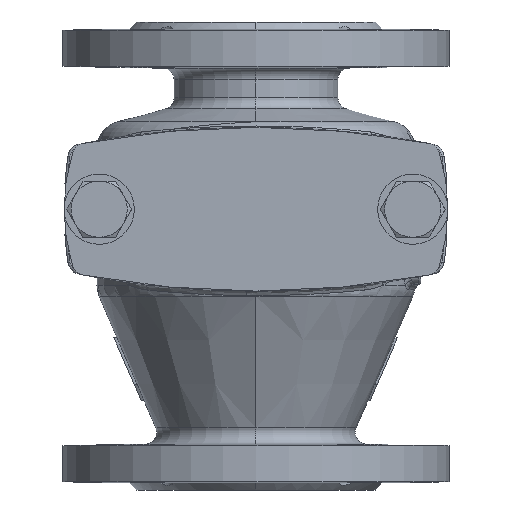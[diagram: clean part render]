
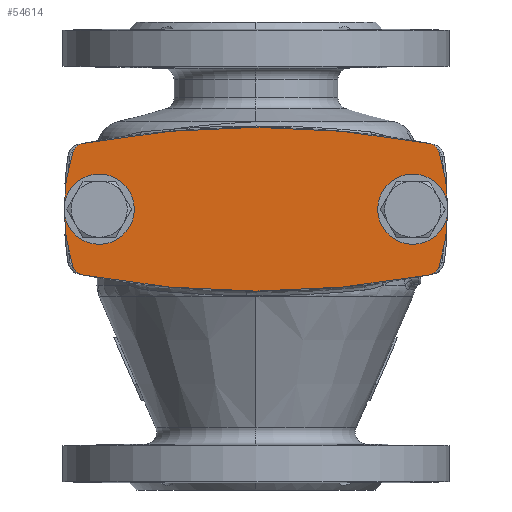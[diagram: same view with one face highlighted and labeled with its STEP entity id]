
A CAD part, left-side view. The second image highlights one B-rep face of the part: STEP entity #54614.
In plain terms, the highlighted face is planar.
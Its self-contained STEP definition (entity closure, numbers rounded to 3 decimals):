
#51369=CARTESIAN_POINT('',(67.,0.,0.));
#51370=DIRECTION('',(0.,0.,1.));
#51371=DIRECTION('',(-1.,0.,0.));
#51372=AXIS2_PLACEMENT_3D('',#51369,#51370,#51371);
#51374=CARTESIAN_POINT('',(67.,0.,0.));
#51375=DIRECTION('',(0.,0.,1.));
#51376=DIRECTION('',(1.,0.,0.));
#51377=AXIS2_PLACEMENT_3D('',#51374,#51375,#51376);
#51379=CARTESIAN_POINT('',(-67.,0.,0.));
#51380=DIRECTION('',(0.,0.,1.));
#51381=DIRECTION('',(-1.,0.,0.));
#51382=AXIS2_PLACEMENT_3D('',#51379,#51380,#51381);
#51384=CARTESIAN_POINT('',(-67.,0.,0.));
#51385=DIRECTION('',(0.,0.,1.));
#51386=DIRECTION('',(1.,0.,0.));
#51387=AXIS2_PLACEMENT_3D('',#51384,#51385,#51386);
#51389=CARTESIAN_POINT('',(-72.673,22.24,0.));
#51390=DIRECTION('',(0.,0.,-1.));
#51391=DIRECTION('',(-0.956,0.293,0.));
#51392=AXIS2_PLACEMENT_3D('',#51389,#51390,#51391);
#51394=CARTESIAN_POINT('',(0.,0.,0.));
#51395=DIRECTION('',(0.,0.,1.));
#51396=DIRECTION('',(-0.956,0.293,0.));
#51397=AXIS2_PLACEMENT_3D('',#51394,#51395,#51396);
#51399=CARTESIAN_POINT('',(-72.673,-22.24,0.));
#51400=DIRECTION('',(0.,0.,-1.));
#51401=DIRECTION('',(-0.184,-0.983,0.));
#51402=AXIS2_PLACEMENT_3D('',#51399,#51400,#51401);
#51404=CARTESIAN_POINT('',(0.,365.,0.));
#51405=DIRECTION('',(0.,0.,1.));
#51406=DIRECTION('',(-0.184,-0.983,0.));
#51407=AXIS2_PLACEMENT_3D('',#51404,#51405,#51406);
#51409=CARTESIAN_POINT('',(72.673,-22.24,0.));
#51410=DIRECTION('',(0.,0.,-1.));
#51411=DIRECTION('',(0.956,-0.293,0.));
#51412=AXIS2_PLACEMENT_3D('',#51409,#51410,#51411);
#51414=CARTESIAN_POINT('',(0.,0.,0.));
#51415=DIRECTION('',(0.,0.,1.));
#51416=DIRECTION('',(0.956,-0.293,0.));
#51417=AXIS2_PLACEMENT_3D('',#51414,#51415,#51416);
#51419=CARTESIAN_POINT('',(72.673,22.24,0.));
#51420=DIRECTION('',(0.,0.,-1.));
#51421=DIRECTION('',(0.184,0.983,0.));
#51422=AXIS2_PLACEMENT_3D('',#51419,#51420,#51421);
#51424=CARTESIAN_POINT('',(0.,-365.,0.));
#51425=DIRECTION('',(0.,0.,1.));
#51426=DIRECTION('',(0.184,0.983,0.));
#51427=AXIS2_PLACEMENT_3D('',#51424,#51425,#51426);
#54230=CARTESIAN_POINT('',(57.5,0.,0.));
#54231=CARTESIAN_POINT('',(76.5,0.,0.));
#54232=VERTEX_POINT('',#54230);
#54233=VERTEX_POINT('',#54231);
#54234=CARTESIAN_POINT('',(-76.5,0.,0.));
#54235=CARTESIAN_POINT('',(-57.5,0.,0.));
#54236=VERTEX_POINT('',#54234);
#54237=VERTEX_POINT('',#54235);
#54238=CARTESIAN_POINT('',(-78.411,23.995,0.));
#54239=CARTESIAN_POINT('',(-73.78,28.137,0.));
#54240=VERTEX_POINT('',#54238);
#54241=VERTEX_POINT('',#54239);
#54242=CARTESIAN_POINT('',(-73.78,-28.137,0.));
#54243=CARTESIAN_POINT('',(-78.411,-23.995,0.));
#54244=VERTEX_POINT('',#54242);
#54245=VERTEX_POINT('',#54243);
#54246=CARTESIAN_POINT('',(73.78,28.137,0.));
#54247=CARTESIAN_POINT('',(78.411,23.995,0.));
#54248=VERTEX_POINT('',#54246);
#54249=VERTEX_POINT('',#54247);
#54250=CARTESIAN_POINT('',(78.411,-23.995,0.));
#54251=CARTESIAN_POINT('',(73.78,-28.137,0.));
#54252=VERTEX_POINT('',#54250);
#54253=VERTEX_POINT('',#54251);
#54579=CARTESIAN_POINT('',(0.,0.,0.));
#54580=DIRECTION('',(0.,0.,1.));
#54581=DIRECTION('',(1.,0.,0.));
#54582=AXIS2_PLACEMENT_3D('',#54579,#54580,#54581);
#54583=PLANE('',#54582);
#54585=ORIENTED_EDGE('',*,*,#54584,.F.);
#54587=ORIENTED_EDGE('',*,*,#54586,.T.);
#54589=ORIENTED_EDGE('',*,*,#54588,.F.);
#54591=ORIENTED_EDGE('',*,*,#54590,.T.);
#54593=ORIENTED_EDGE('',*,*,#54592,.F.);
#54595=ORIENTED_EDGE('',*,*,#54594,.T.);
#54597=ORIENTED_EDGE('',*,*,#54596,.F.);
#54599=ORIENTED_EDGE('',*,*,#54598,.T.);
#54600=EDGE_LOOP('',(#54585,#54587,#54589,#54591,#54593,#54595,#54597,#54599));
#54601=FACE_OUTER_BOUND('',#54600,.F.);
#54603=ORIENTED_EDGE('',*,*,#54602,.F.);
#54605=ORIENTED_EDGE('',*,*,#54604,.F.);
#54606=EDGE_LOOP('',(#54603,#54605));
#54607=FACE_BOUND('',#54606,.F.);
#54609=ORIENTED_EDGE('',*,*,#54608,.F.);
#54611=ORIENTED_EDGE('',*,*,#54610,.F.);
#54612=EDGE_LOOP('',(#54609,#54611));
#54613=FACE_BOUND('',#54612,.F.);
#51373=CIRCLE('',#51372,9.5);
#51378=CIRCLE('',#51377,9.5);
#51383=CIRCLE('',#51382,9.5);
#51388=CIRCLE('',#51387,9.5);
#51393=CIRCLE('',#51392,6.);
#51398=CIRCLE('',#51397,82.);
#51403=CIRCLE('',#51402,6.);
#51408=CIRCLE('',#51407,400.);
#51413=CIRCLE('',#51412,6.);
#51418=CIRCLE('',#51417,82.);
#51423=CIRCLE('',#51422,6.);
#51428=CIRCLE('',#51427,400.);
#54584=EDGE_CURVE('',#54240,#54241,#51393,.T.);
#54586=EDGE_CURVE('',#54240,#54245,#51398,.T.);
#54588=EDGE_CURVE('',#54244,#54245,#51403,.T.);
#54590=EDGE_CURVE('',#54244,#54253,#51408,.T.);
#54592=EDGE_CURVE('',#54252,#54253,#51413,.T.);
#54594=EDGE_CURVE('',#54252,#54249,#51418,.T.);
#54596=EDGE_CURVE('',#54248,#54249,#51423,.T.);
#54598=EDGE_CURVE('',#54248,#54241,#51428,.T.);
#54602=EDGE_CURVE('',#54236,#54237,#51383,.T.);
#54604=EDGE_CURVE('',#54237,#54236,#51388,.T.);
#54608=EDGE_CURVE('',#54232,#54233,#51373,.T.);
#54610=EDGE_CURVE('',#54233,#54232,#51378,.T.);
#54614=ADVANCED_FACE('',(#54601,#54607,#54613),#54583,.F.);
